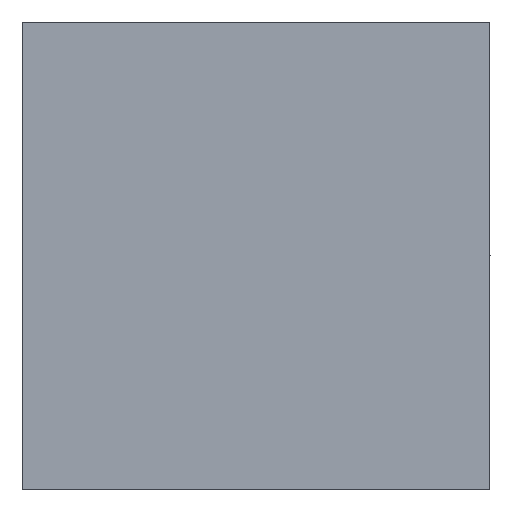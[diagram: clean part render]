
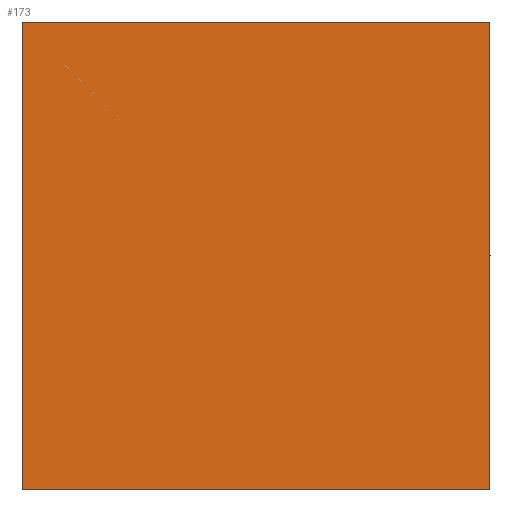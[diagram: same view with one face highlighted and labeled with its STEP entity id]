
A CAD part, left-side view. The second image highlights one B-rep face of the part: STEP entity #173.
In plain terms, the highlighted planar face has unit normal (-1, 0, 0).
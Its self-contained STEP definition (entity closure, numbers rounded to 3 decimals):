
#21=PLANE('',#212);
#32=FACE_OUTER_BOUND('',#43,.T.);
#43=EDGE_LOOP('',(#146,#147,#148,#149));
#58=LINE('',#302,#75);
#59=LINE('',#305,#76);
#60=LINE('',#307,#77);
#61=LINE('',#308,#78);
#75=VECTOR('',#253,10.);
#76=VECTOR('',#256,10.);
#77=VECTOR('',#257,10.);
#78=VECTOR('',#258,10.);
#95=VERTEX_POINT('',#298);
#96=VERTEX_POINT('',#300);
#97=VERTEX_POINT('',#304);
#98=VERTEX_POINT('',#306);
#115=EDGE_CURVE('',#95,#96,#58,.T.);
#116=EDGE_CURVE('',#97,#95,#59,.T.);
#117=EDGE_CURVE('',#98,#96,#60,.T.);
#118=EDGE_CURVE('',#97,#98,#61,.T.);
#146=ORIENTED_EDGE('',*,*,#116,.T.);
#147=ORIENTED_EDGE('',*,*,#115,.T.);
#148=ORIENTED_EDGE('',*,*,#117,.F.);
#149=ORIENTED_EDGE('',*,*,#118,.F.);
#173=ADVANCED_FACE('',(#32),#21,.T.);
#212=AXIS2_PLACEMENT_3D('',#303,#254,#255);
#253=DIRECTION('',(0.,1.,0.));
#254=DIRECTION('center_axis',(-1.,0.,0.));
#255=DIRECTION('ref_axis',(0.,0.,1.));
#256=DIRECTION('',(0.,0.,1.));
#257=DIRECTION('',(0.,0.,1.));
#258=DIRECTION('',(0.,1.,0.));
#298=CARTESIAN_POINT('',(-7.5,0.,7.5));
#300=CARTESIAN_POINT('',(-7.5,15.,7.5));
#302=CARTESIAN_POINT('',(-7.5,0.,7.5));
#303=CARTESIAN_POINT('Origin',(-7.5,0.,-7.5));
#304=CARTESIAN_POINT('',(-7.5,0.,-7.5));
#305=CARTESIAN_POINT('',(-7.5,0.,-7.5));
#306=CARTESIAN_POINT('',(-7.5,15.,-7.5));
#307=CARTESIAN_POINT('',(-7.5,15.,-7.5));
#308=CARTESIAN_POINT('',(-7.5,0.,-7.5));
